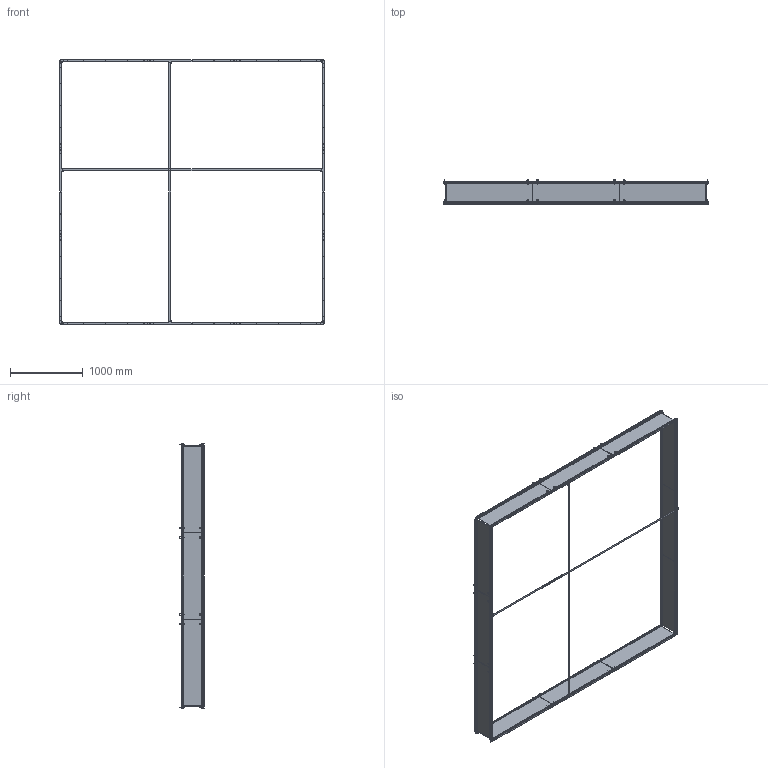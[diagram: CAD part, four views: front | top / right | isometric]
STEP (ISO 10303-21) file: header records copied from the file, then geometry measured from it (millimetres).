
FILE_DESCRIPTION (( 'STEP AP203' ), '1' );
FILE_NAME ('am-0481b FTC Perimeter RevB.STEP', '2022-06-08T19:50:47', ( '' ), ( '' ), 'SwSTEP 2.0', 'SolidWorks 2021', '' );
FILE_SCHEMA (( 'CONFIG_CONTROL_DESIGN' ));
Length unit declared in the file: inch
Products named in the file (14): Center FTC Perimeter Assembly; Corner Hinge for Riveted Field; am-0481b FTC Perimeter RevB; FTC Field Side Glass 11in; am-2556 FTC Rail; Corner FTC Perimeter Assembly; Perimeter Mid-Section Strap; Corner Hinge Rivet Field; SAPA IAH-821; Riveted FTC Panel; 187 pop rivet; NewStrapClip; 98404A013_98404A013; Corner Hinge Rivet Field FLAT
Assembly tree (47 placements, depth 4):
  am-0481b FTC Perimeter RevB
    Corner FTC Perimeter Assembly  x4
      Riveted FTC Panel
        am-2556 FTC Rail  x2
        FTC Field Side Glass 11in
        187 pop rivet  x6
      Corner Hinge for Riveted Field
        Corner Hinge Rivet Field
        Corner Hinge Rivet Field FLAT
        187 pop rivet  x5
    Center FTC Perimeter Assembly  x4
      Riveted FTC Panel
        am-2556 FTC Rail  x2
        FTC Field Side Glass 11in
        187 pop rivet  x6
      SAPA IAH-821
      98404A013_98404A013
    NewStrapClip  x4
    Perimeter Mid-Section Strap  x2
Bounding box: 3645.08 x 341.72 x 3645.08 mm (x, y, z)
Volume: 18774018.5 mm3; surface area: 14949796.5 mm2
Topology: 282 solids, 282 shells, 5520 faces, 14236 edges, 9192 vertices
Faces by surface type: cylinder 3084, plane 1348, torus 704, sphere 128, cone 128, bspline 128
Entity records: 12743 total; most frequent: CARTESIAN_POINT 2315, DIRECTION 1811, ORIENTED_EDGE 1588, EDGE_CURVE 794, AXIS2_PLACEMENT_3D 698, VERTEX_POINT 522, LINE 415, VECTOR 415
